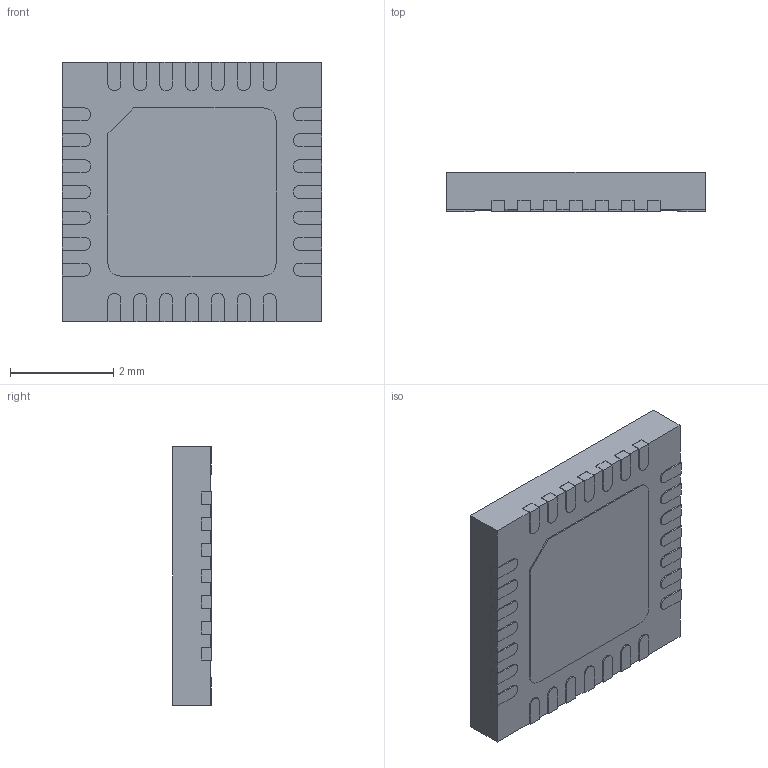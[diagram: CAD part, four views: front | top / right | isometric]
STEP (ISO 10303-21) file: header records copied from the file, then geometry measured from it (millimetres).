
FILE_DESCRIPTION(('STEP AP242'),'1');
FILE_NAME('cp2102n-a01-gqfn28.stp','2020-11-03T19:15:45',('TraceParts'),('TraceParts S.A.'),'Spatial InterOp 3D',' ',' ');
FILE_SCHEMA(('AP242_MANAGED_MODEL_BASED_3D_ENGINEERING_MIM_LF {1 0 10303 442 1 1 4}'));
Length unit declared in the file: millimetre
Products named in the file (1): cp2102n-a01-gqfn28
Bounding box: 5.02 x 0.75 x 5.02 mm (x, y, z)
Volume: 18.5 mm3; surface area: 66.2 mm2
Topology: 1 solids, 1 shells, 186 faces, 546 edges, 364 vertices
Faces by surface type: plane 153, cylinder 33
Entity records: 7620 total; most frequent: CARTESIAN_POINT 1097, ORIENTED_EDGE 1092, DIRECTION 986, EDGE_CURVE 546, LINE 480, VECTOR 480, VERTEX_POINT 364, AXIS2_PLACEMENT_3D 253
